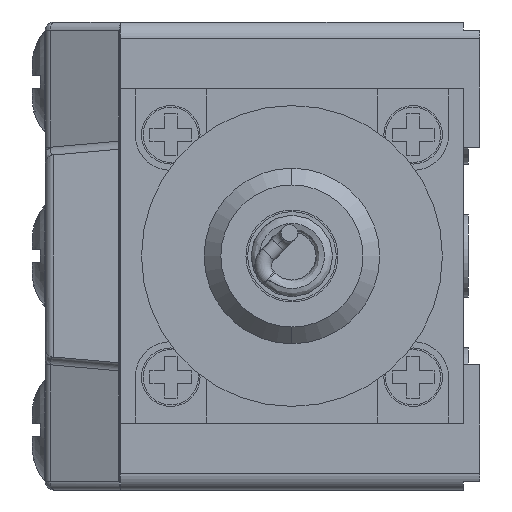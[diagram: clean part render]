
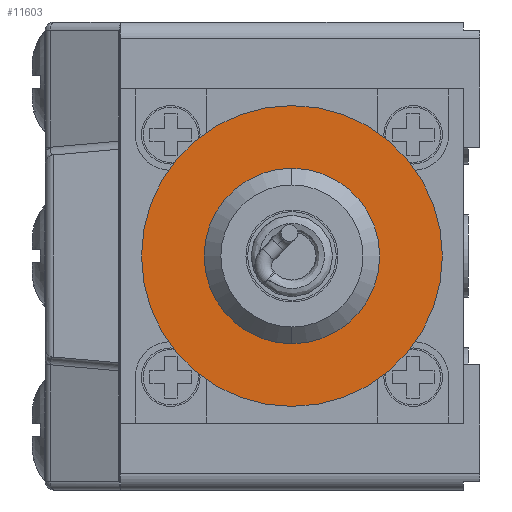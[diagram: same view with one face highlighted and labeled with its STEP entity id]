
A CAD part, left-side view. The second image highlights one B-rep face of the part: STEP entity #11603.
In plain terms, the highlighted planar face has unit normal (-1, 0, 0).
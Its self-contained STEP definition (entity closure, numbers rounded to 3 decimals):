
#166 = EDGE_CURVE ( 'NONE', #14086, #2003, #11817, .T. ) ;
#758 = EDGE_LOOP ( 'NONE', ( #9503, #9937 ) ) ;
#989 = EDGE_CURVE ( 'NONE', #2003, #14086, #5459, .T. ) ;
#1085 = CARTESIAN_POINT ( 'NONE',  ( -43.85, 10.25, 0. ) ) ;
#1181 = VERTEX_POINT ( 'NONE', #14658 ) ;
#1888 = CIRCLE ( 'NONE', #7936, 9. ) ;
#1955 = DIRECTION ( 'NONE',  ( -1., 0., 0. ) ) ;
#2003 = VERTEX_POINT ( 'NONE', #7599 ) ;
#3237 = AXIS2_PLACEMENT_3D ( 'NONE', #4496, #1955, #10345 ) ;
#4317 = CIRCLE ( 'NONE', #10124, 9. ) ;
#4496 = CARTESIAN_POINT ( 'NONE',  ( -43.85, 10.25, 0. ) ) ;
#4839 = EDGE_CURVE ( 'NONE', #7425, #1181, #1888, .T. ) ;
#5369 = CARTESIAN_POINT ( 'NONE',  ( -43.85, 10.25, 0. ) ) ;
#5459 = CIRCLE ( 'NONE', #7724, 5.25 ) ;
#6246 = FACE_OUTER_BOUND ( 'NONE', #8805, .T. ) ;
#6767 = DIRECTION ( 'NONE',  ( 0., 0., 1. ) ) ;
#7425 = VERTEX_POINT ( 'NONE', #7839 ) ;
#7426 = FACE_BOUND ( 'NONE', #758, .T. ) ;
#7590 = PLANE ( 'NONE',  #3237 ) ;
#7599 = CARTESIAN_POINT ( 'NONE',  ( -43.85, 10.25, -5.25 ) ) ;
#7724 = AXIS2_PLACEMENT_3D ( 'NONE', #12934, #12775, #6767 ) ;
#7839 = CARTESIAN_POINT ( 'NONE',  ( -43.85, 10.25, 9. ) ) ;
#7936 = AXIS2_PLACEMENT_3D ( 'NONE', #5369, #12490, #13672 ) ;
#8284 = DIRECTION ( 'NONE',  ( 0., 0., 1. ) ) ;
#8805 = EDGE_LOOP ( 'NONE', ( #15277, #15191 ) ) ;
#9503 = ORIENTED_EDGE ( 'NONE', *, *, #989, .F. ) ;
#9798 = DIRECTION ( 'NONE',  ( -1., 0., 0. ) ) ;
#9937 = ORIENTED_EDGE ( 'NONE', *, *, #166, .F. ) ;
#10124 = AXIS2_PLACEMENT_3D ( 'NONE', #1085, #9798, #11069 ) ;
#10345 = DIRECTION ( 'NONE',  ( 0., 0., 1. ) ) ;
#11069 = DIRECTION ( 'NONE',  ( 0., 0., 1. ) ) ;
#11603 = ADVANCED_FACE ( 'NONE', ( #7426, #6246 ), #7590, .T. ) ;
#11817 = CIRCLE ( 'NONE', #13571, 5.25 ) ;
#12490 = DIRECTION ( 'NONE',  ( -1., 0., 0. ) ) ;
#12775 = DIRECTION ( 'NONE',  ( -1., 0., 0. ) ) ;
#12934 = CARTESIAN_POINT ( 'NONE',  ( -43.85, 10.25, 0. ) ) ;
#13172 = CARTESIAN_POINT ( 'NONE',  ( -43.85, 10.25, 5.25 ) ) ;
#13188 = DIRECTION ( 'NONE',  ( -1., 0., 0. ) ) ;
#13571 = AXIS2_PLACEMENT_3D ( 'NONE', #14050, #13188, #8284 ) ;
#13672 = DIRECTION ( 'NONE',  ( 0., 0., 1. ) ) ;
#14050 = CARTESIAN_POINT ( 'NONE',  ( -43.85, 10.25, 0. ) ) ;
#14086 = VERTEX_POINT ( 'NONE', #13172 ) ;
#14658 = CARTESIAN_POINT ( 'NONE',  ( -43.85, 10.25, -9. ) ) ;
#15191 = ORIENTED_EDGE ( 'NONE', *, *, #4839, .T. ) ;
#15277 = ORIENTED_EDGE ( 'NONE', *, *, #15461, .T. ) ;
#15461 = EDGE_CURVE ( 'NONE', #1181, #7425, #4317, .T. ) ;
